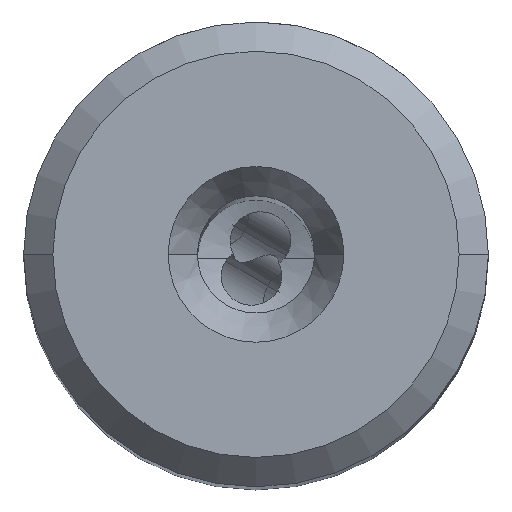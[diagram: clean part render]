
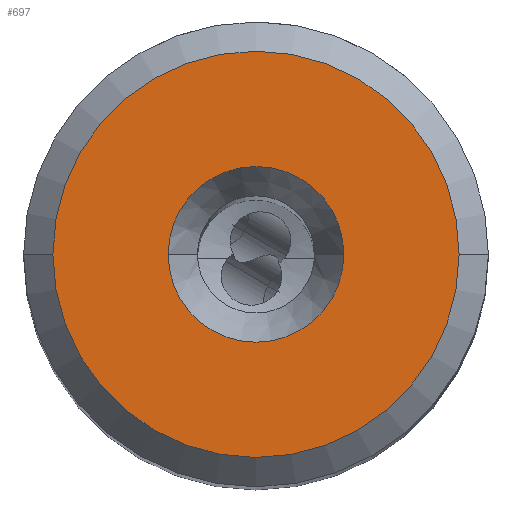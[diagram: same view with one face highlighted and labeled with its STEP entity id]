
A CAD part, top view. The second image highlights one B-rep face of the part: STEP entity #697.
In plain terms, the highlighted planar face has unit normal (0, 0, 1).
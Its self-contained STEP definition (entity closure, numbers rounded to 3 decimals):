
#173=FACE_BOUND('',#1193,.T.);
#174=FACE_BOUND('',#1194,.T.);
#201=PLANE('',#4615);
#697=ADVANCED_FACE('',(#173,#174),#201,.T.);
#1193=EDGE_LOOP('',(#2070,#2071,#2072,#2073));
#1194=EDGE_LOOP('',(#2074,#2075));
#1651=CIRCLE('',#4608,3.);
#1652=CIRCLE('',#4610,6.937);
#1653=CIRCLE('',#4611,6.937);
#1654=CIRCLE('',#4612,6.937);
#1655=CIRCLE('',#4613,6.937);
#1656=CIRCLE('',#4614,3.);
#2070=ORIENTED_EDGE('',*,*,#3784,.T.);
#2071=ORIENTED_EDGE('',*,*,#3785,.F.);
#2072=ORIENTED_EDGE('',*,*,#3786,.F.);
#2073=ORIENTED_EDGE('',*,*,#3787,.T.);
#2074=ORIENTED_EDGE('',*,*,#3783,.F.);
#2075=ORIENTED_EDGE('',*,*,#3788,.F.);
#3291=VERTEX_POINT('',#7087);
#3292=VERTEX_POINT('',#7089);
#3293=VERTEX_POINT('',#7093);
#3294=VERTEX_POINT('',#7094);
#3295=VERTEX_POINT('',#7096);
#3296=VERTEX_POINT('',#7098);
#3783=EDGE_CURVE('',#3292,#3291,#1651,.T.);
#3784=EDGE_CURVE('',#3293,#3294,#1652,.T.);
#3785=EDGE_CURVE('',#3295,#3294,#1653,.T.);
#3786=EDGE_CURVE('',#3296,#3295,#1654,.T.);
#3787=EDGE_CURVE('',#3296,#3293,#1655,.T.);
#3788=EDGE_CURVE('',#3291,#3292,#1656,.T.);
#4608=AXIS2_PLACEMENT_3D('',#7090,#5256,#5257);
#4610=AXIS2_PLACEMENT_3D('',#7092,#5260,#5261);
#4611=AXIS2_PLACEMENT_3D('',#7095,#5262,#5263);
#4612=AXIS2_PLACEMENT_3D('',#7097,#5264,#5265);
#4613=AXIS2_PLACEMENT_3D('',#7099,#5266,#5267);
#4614=AXIS2_PLACEMENT_3D('',#7100,#5268,#5269);
#4615=AXIS2_PLACEMENT_3D('',#7101,#5270,#5271);
#5256=DIRECTION('',(0.,0.,1.));
#5257=DIRECTION('',(-1.,0.,0.));
#5260=DIRECTION('',(0.,0.,1.));
#5261=DIRECTION('',(1.,-0.001,0.));
#5262=DIRECTION('',(0.,0.,-1.));
#5263=DIRECTION('',(1.,-0.001,0.));
#5264=DIRECTION('',(0.,0.,-1.));
#5265=DIRECTION('',(-1.,0.001,0.));
#5266=DIRECTION('',(0.,0.,1.));
#5267=DIRECTION('',(-1.,0.001,0.));
#5268=DIRECTION('',(0.,0.,1.));
#5269=DIRECTION('',(1.,0.,0.));
#5270=DIRECTION('',(0.,0.,1.));
#5271=DIRECTION('',(1.,0.,0.));
#7087=CARTESIAN_POINT('',(3.,0.,0.));
#7089=CARTESIAN_POINT('',(-3.,0.,0.));
#7090=CARTESIAN_POINT('',(0.,0.,0.));
#7092=CARTESIAN_POINT('',(0.,0.,0.));
#7093=CARTESIAN_POINT('',(-6.937,0.,0.));
#7094=CARTESIAN_POINT('',(6.937,-0.008,0.));
#7095=CARTESIAN_POINT('',(0.,0.,0.));
#7096=CARTESIAN_POINT('',(6.937,0.,0.));
#7097=CARTESIAN_POINT('',(0.,0.,0.));
#7098=CARTESIAN_POINT('',(-6.937,0.008,0.));
#7099=CARTESIAN_POINT('',(0.,0.,0.));
#7100=CARTESIAN_POINT('',(0.,0.,0.));
#7101=CARTESIAN_POINT('',(0.,0.,0.));
